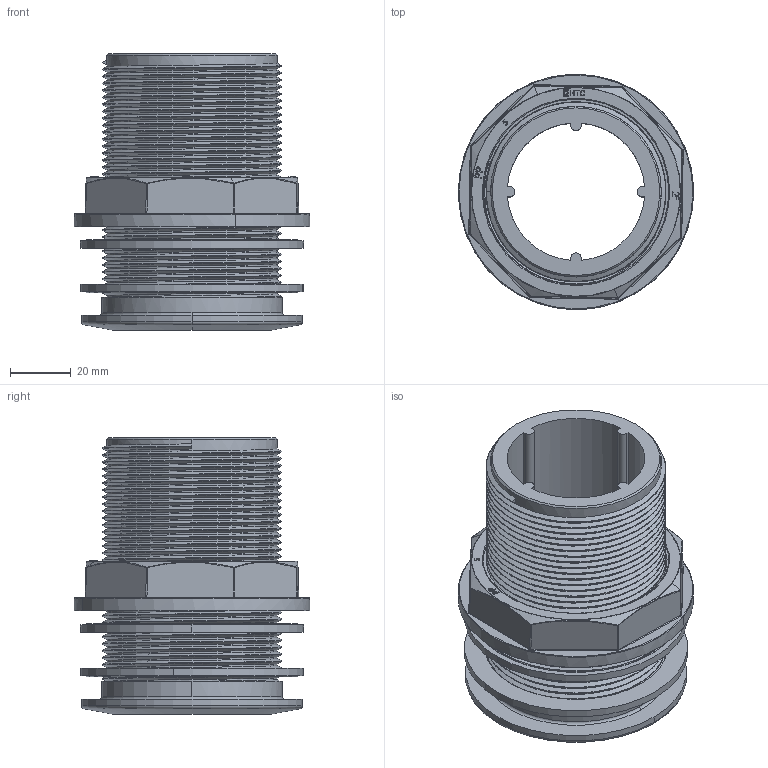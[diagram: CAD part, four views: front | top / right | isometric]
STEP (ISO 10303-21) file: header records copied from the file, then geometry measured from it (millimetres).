
FILE_DESCRIPTION (( 'STEP AP214' ), '1' );
FILE_NAME ('蚾饜极 2.STEP', '2025-07-08T05:34:26', ( '' ), ( '' ), 'SwSTEP 2.0', 'SolidWorks 2023', '' );
FILE_SCHEMA (( 'AUTOMOTIVE_DESIGN' ));
Length unit declared in the file: millimetre
Products named in the file (4): 2023-086  2; 2; 2023-105=2; 装配体 2
Assembly tree (4 placements, depth 2):
  装配体 2
    2
    2023-086  2  x2
    2023-105=2
Bounding box: 77.82 x 77.82 x 91.5 mm (x, y, z)
Volume: 126912.5 mm3; surface area: 66818.8 mm2
Topology: 4 solids, 4 shells, 472 faces, 1193 edges, 768 vertices
Faces by surface type: plane 146, cylinder 141, bspline 106, cone 53, torus 26
Entity records: 27443 total; most frequent: CARTESIAN_POINT 17889, ORIENTED_EDGE 2290, DIRECTION 1511, EDGE_CURVE 1145, VERTEX_POINT 740, AXIS2_PLACEMENT_3D 591, EDGE_LOOP 491, FACE_OUTER_BOUND 448
